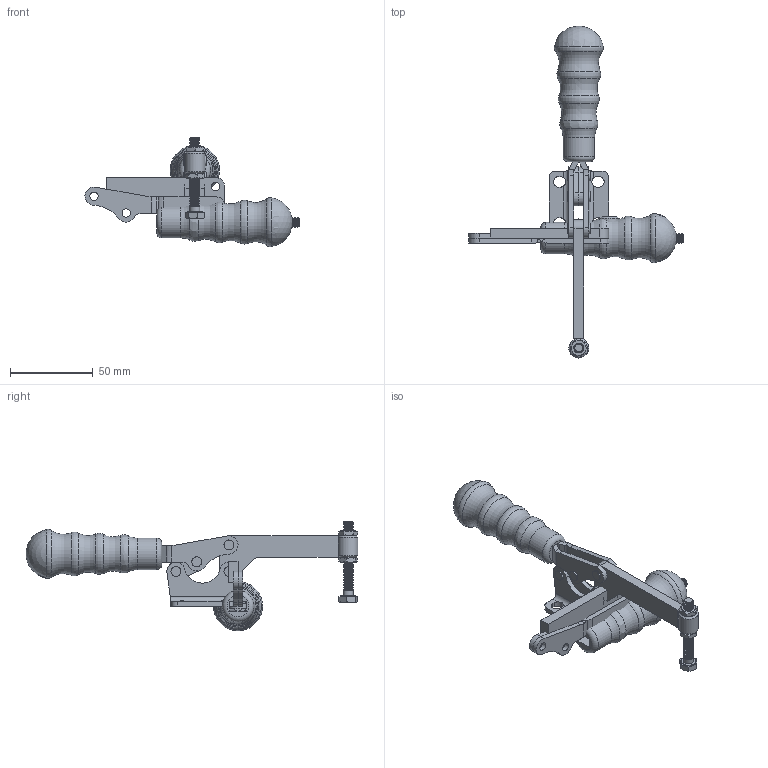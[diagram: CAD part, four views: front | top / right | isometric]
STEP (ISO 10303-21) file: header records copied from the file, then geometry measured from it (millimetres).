
FILE_DESCRIPTION( ( 'Unknown' ), '1' );
FILE_NAME( '120-MZ_UPINKA.stp', 'Unknown', ( 'Unknown' ), ( 'Unknown' ), 'PSStep 14.0', 'Unknown', ' ' );
FILE_SCHEMA( ( 'AUTOMOTIVE_DESIGN { 1 0 10303 214 1 1 1 1 }' ) );
Length unit declared in the file: millimetre
Products named in the file (17): Assem1; 120001_TELO; 120001_TELO-oa0; 120010_UPINACI PAKA; 120006_TAHLO; 120006_TAHLO-oa1; 940002_RUKOJET 10x6; 900006_OKO SROUBU; 720614_Nyt 5x14; 720614_Nyt 5x14-oa2; 720614_Nyt 5x14-oa3; 720614_Nyt 5x14-oa4; 800069_SROUB M6x45-CSN ISO 4017; 800004_Matice M6_DIN4398; 800004_Matice M6_DIN4398-oa5; 120002_OVLADACI PAKA L; 120003_OVLADACI PAKA P
Bounding box: 129.4 x 200.59 x 66.15 mm (x, y, z)
Volume: 104619.4 mm3; surface area: 57425.4 mm2
Topology: 32 solids, 32 shells, 806 faces, 1828 edges, 1092 vertices
Faces by surface type: cylinder 254, plane 218, cone 218, torus 112, bspline 2, sphere 2
Full cylindrical faces by diameter (mm): 4.917 x12, 5 x32, 5.05 x4, 6 x100, 7 x2, 8.88 x2, 12 x2, 18.996 x2
Entity records: 13441 total; most frequent: CARTESIAN_POINT 1863, DIRECTION 1828, ORIENTED_EDGE 1310, AXIS2_PLACEMENT_3D 806, EDGE_LOOP 690, EDGE_CURVE 655, FACE_OUTER_BOUND 538, VERTEX_POINT 529
